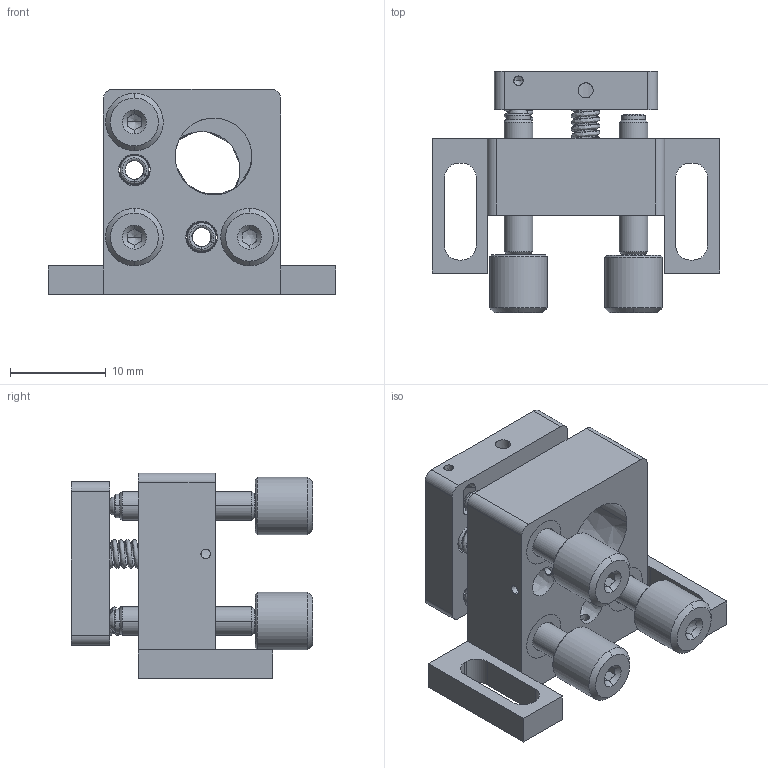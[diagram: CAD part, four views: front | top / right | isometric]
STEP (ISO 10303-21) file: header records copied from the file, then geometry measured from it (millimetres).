
FILE_DESCRIPTION(/* description */ (''),/* implementation_level */ '2;1');
FILE_NAME(/* name */ 'SMM-3~1',/* time_stamp */ '2024-08-07T11:35:13+03:00',/* author */ (''),/* organization */ (''),/* preprocessor_version */ 'ST-DEVELOPER v15',/* originating_system */ '',/* authorisation */ '');
FILE_SCHEMA (('AUTOMOTIVE_DESIGN'));
Length unit declared in the file: millimetre
Products named in the file (1): Document
Bounding box: 30 x 25.15 x 21.4 mm (x, y, z)
Volume: 4418.5 mm3; surface area: 5986 mm2
Topology: 15 solids, 16 shells, 318 faces, 749 edges, 456 vertices
Faces by surface type: bspline 237, plane 81
Entity records: 20276 total; most frequent: CARTESIAN_POINT 16077, ORIENTED_EDGE 1441, EDGE_CURVE 721, VERTEX_POINT 456, EDGE_LOOP 388, ADVANCED_FACE 318, FACE_OUTER_BOUND 318, B_SPLINE_CURVE_WITH_KNOTS 156
